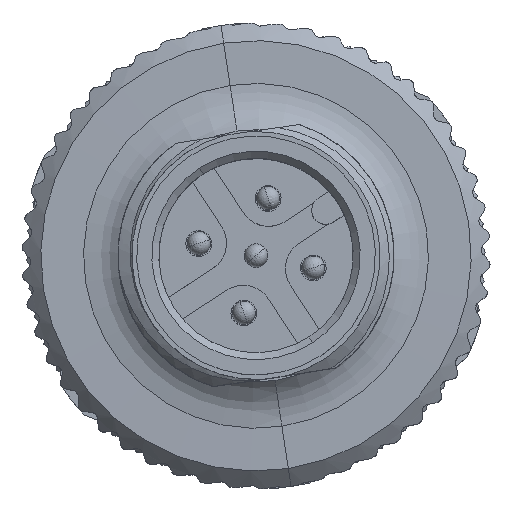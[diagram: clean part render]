
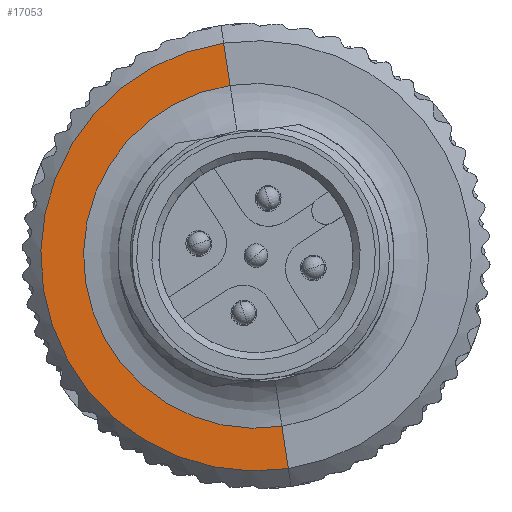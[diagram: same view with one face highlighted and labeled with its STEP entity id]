
A CAD part, top view. The second image highlights one B-rep face of the part: STEP entity #17053.
In plain terms, the highlighted conical face has half-angle 89.372 degrees and reference radius 8.277 mm.
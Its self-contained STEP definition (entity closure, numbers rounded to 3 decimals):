
#1064=CARTESIAN_POINT('',(0.,0.,-9.99));
#1065=DIRECTION('',(0.,0.,1.));
#1066=DIRECTION('',(-0.911,0.412,0.));
#1067=AXIS2_PLACEMENT_3D('',#1064,#1065,#1066);
#1074=DIRECTION('',(-0.911,0.412,0.011));
#1075=VECTOR('',#1074,1.825);
#1076=CARTESIAN_POINT('',(8.372,-3.79,-10.01));
#1077=LINE('',#1076,#1075);
#1078=DIRECTION('',(0.911,-0.412,0.011));
#1079=VECTOR('',#1078,1.825);
#1080=CARTESIAN_POINT('',(-8.372,3.79,-10.01));
#1081=LINE('',#1080,#1079);
#2168=CARTESIAN_POINT('',(0.,0.,-10.01));
#2169=DIRECTION('',(0.,0.,-1.));
#2170=DIRECTION('',(0.911,-0.412,0.));
#2171=AXIS2_PLACEMENT_3D('',#2168,#2169,#2170);
#13711=CARTESIAN_POINT('',(8.372,-3.79,-10.01));
#13713=VERTEX_POINT('',#13711);
#14576=CARTESIAN_POINT('',(-6.71,3.037,-9.99));
#14577=CARTESIAN_POINT('',(6.71,-3.037,-9.99));
#14578=VERTEX_POINT('',#14576);
#14579=VERTEX_POINT('',#14577);
#14682=CARTESIAN_POINT('',(-8.372,3.79,-10.01));
#14684=VERTEX_POINT('',#14682);
#17039=CARTESIAN_POINT('',(0.,0.,-10.));
#17040=DIRECTION('',(0.,0.,-1.));
#17041=DIRECTION('',(-0.911,0.412,0.));
#17042=AXIS2_PLACEMENT_3D('',#17039,#17040,#17041);
#17043=CONICAL_SURFACE('',#17042,8.277,89.372);
#17045=ORIENTED_EDGE('',*,*,#17044,.F.);
#17047=ORIENTED_EDGE('',*,*,#17046,.T.);
#17049=ORIENTED_EDGE('',*,*,#17048,.T.);
#17050=ORIENTED_EDGE('',*,*,#17031,.T.);
#17051=EDGE_LOOP('',(#17045,#17047,#17049,#17050));
#17052=FACE_OUTER_BOUND('',#17051,.F.);
#17053=ADVANCED_FACE('',(#17052),#17043,.T.);
#1068=CIRCLE('',#1067,7.365);
#2172=CIRCLE('',#2171,9.19);
#17031=EDGE_CURVE('',#14578,#14579,#1068,.T.);
#17044=EDGE_CURVE('',#13713,#14579,#1077,.T.);
#17046=EDGE_CURVE('',#13713,#14684,#2172,.T.);
#17048=EDGE_CURVE('',#14684,#14578,#1081,.T.);
